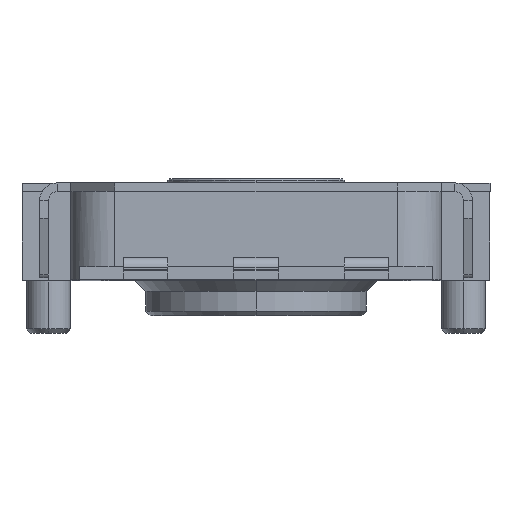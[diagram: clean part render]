
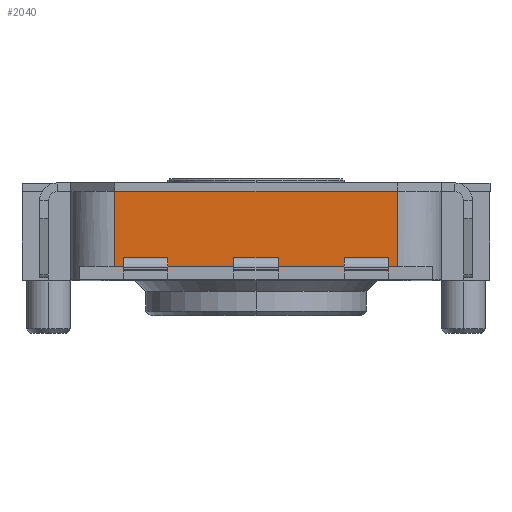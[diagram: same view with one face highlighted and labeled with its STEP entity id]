
A CAD part, top view. The second image highlights one B-rep face of the part: STEP entity #2040.
In plain terms, the highlighted planar face has unit normal (0, 0, 1).
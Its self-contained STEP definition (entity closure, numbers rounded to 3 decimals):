
#1218 = VERTEX_POINT ( 'NONE', #8258 ) ;
#1252 = CARTESIAN_POINT ( 'NONE',  ( 3.2, 2., 6.35 ) ) ;
#1596 = EDGE_CURVE ( 'NONE', #1218, #5485, #8765, .T. ) ;
#1936 = VECTOR ( 'NONE', #4438, 1000. ) ;
#2040 = ADVANCED_FACE ( 'NONE', ( #6283 ), #8743, .F. ) ;
#2234 = VECTOR ( 'NONE', #3306, 1000. ) ;
#2642 = VERTEX_POINT ( 'NONE', #1252 ) ;
#2758 = DIRECTION ( 'NONE',  ( 0., -1., 0. ) ) ;
#2770 = EDGE_CURVE ( 'NONE', #2642, #2831, #7023, .T. ) ;
#2831 = VERTEX_POINT ( 'NONE', #2912 ) ;
#2912 = CARTESIAN_POINT ( 'NONE',  ( 3.2, 0.3, 6.35 ) ) ;
#3306 = DIRECTION ( 'NONE',  ( 1., 0., 0. ) ) ;
#3432 = CARTESIAN_POINT ( 'NONE',  ( -3.2, 0.3, 6.35 ) ) ;
#3693 = ORIENTED_EDGE ( 'NONE', *, *, #2770, .F. ) ;
#3980 = CARTESIAN_POINT ( 'NONE',  ( -5.3, 0.3, 6.35 ) ) ;
#4426 = ORIENTED_EDGE ( 'NONE', *, *, #1596, .T. ) ;
#4438 = DIRECTION ( 'NONE',  ( 0., -1., 0. ) ) ;
#4463 = LINE ( 'NONE', #3980, #2234 ) ;
#4926 = VECTOR ( 'NONE', #7025, 1000. ) ;
#5062 = AXIS2_PLACEMENT_3D ( 'NONE', #6421, #6481, #7869 ) ;
#5184 = VECTOR ( 'NONE', #2758, 1000. ) ;
#5485 = VERTEX_POINT ( 'NONE', #3432 ) ;
#6206 = LINE ( 'NONE', #6414, #4926 ) ;
#6283 = FACE_OUTER_BOUND ( 'NONE', #6704, .T. ) ;
#6414 = CARTESIAN_POINT ( 'NONE',  ( -3.2, 2., 6.35 ) ) ;
#6421 = CARTESIAN_POINT ( 'NONE',  ( -3.2, 2., 6.35 ) ) ;
#6481 = DIRECTION ( 'NONE',  ( 0., 0., -1. ) ) ;
#6704 = EDGE_LOOP ( 'NONE', ( #4426, #8289, #3693, #7809 ) ) ;
#7023 = LINE ( 'NONE', #8207, #5184 ) ;
#7025 = DIRECTION ( 'NONE',  ( 1., 0., 0. ) ) ;
#7068 = EDGE_CURVE ( 'NONE', #1218, #2642, #6206, .T. ) ;
#7809 = ORIENTED_EDGE ( 'NONE', *, *, #7068, .F. ) ;
#7821 = EDGE_CURVE ( 'NONE', #5485, #2831, #4463, .T. ) ;
#7869 = DIRECTION ( 'NONE',  ( -1., 0., 0. ) ) ;
#8002 = CARTESIAN_POINT ( 'NONE',  ( -3.2, 2., 6.35 ) ) ;
#8207 = CARTESIAN_POINT ( 'NONE',  ( 3.2, 2., 6.35 ) ) ;
#8258 = CARTESIAN_POINT ( 'NONE',  ( -3.2, 2., 6.35 ) ) ;
#8289 = ORIENTED_EDGE ( 'NONE', *, *, #7821, .T. ) ;
#8743 = PLANE ( 'NONE',  #5062 ) ;
#8765 = LINE ( 'NONE', #8002, #1936 ) ;
